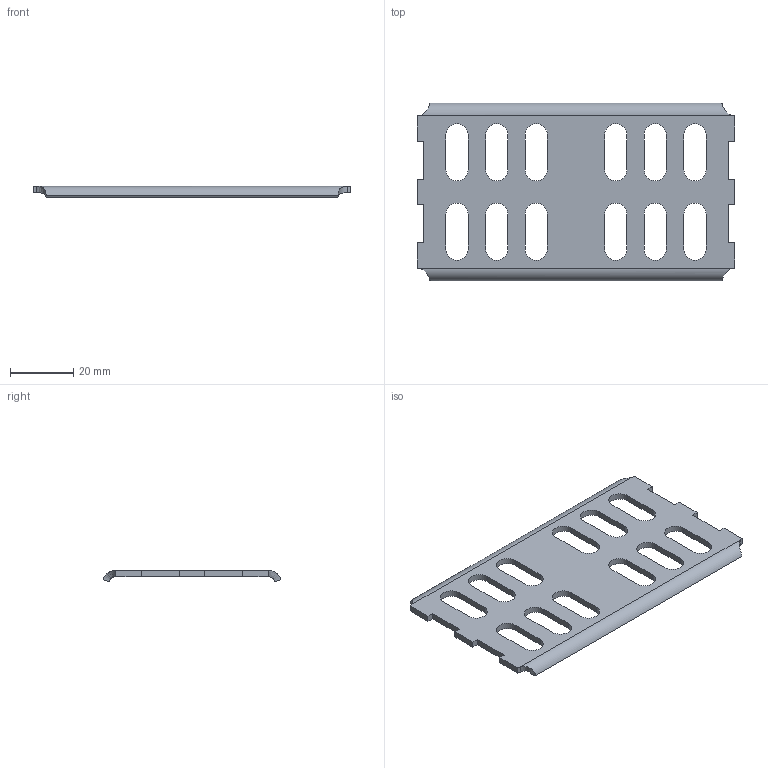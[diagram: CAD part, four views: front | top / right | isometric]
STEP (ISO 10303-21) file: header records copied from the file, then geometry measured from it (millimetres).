
FILE_DESCRIPTION (( 'STEP AP214' ), '1' );
FILE_NAME ('6067654.stp', '2017-01-17T14:53:38', ( '' ), ( '' ), 'SwSTEP 2.0', 'SolidWorks 2016', '' );
FILE_SCHEMA (( 'AUTOMOTIVE_DESIGN' ));
Length unit declared in the file: millimetre
Products named in the file (1): 6067654
Bounding box: 100 x 56 x 3.5 mm (x, y, z)
Volume: 8166.9 mm3; surface area: 9865.5 mm2
Topology: 1 solids, 1 shells, 82 faces, 232 edges, 152 vertices
Faces by surface type: plane 46, cylinder 32, bspline 4
Entity records: 2850 total; most frequent: CARTESIAN_POINT 631, ORIENTED_EDGE 464, DIRECTION 430, EDGE_CURVE 232, VECTOR 160, LINE 160, VERTEX_POINT 152, AXIS2_PLACEMENT_3D 135
